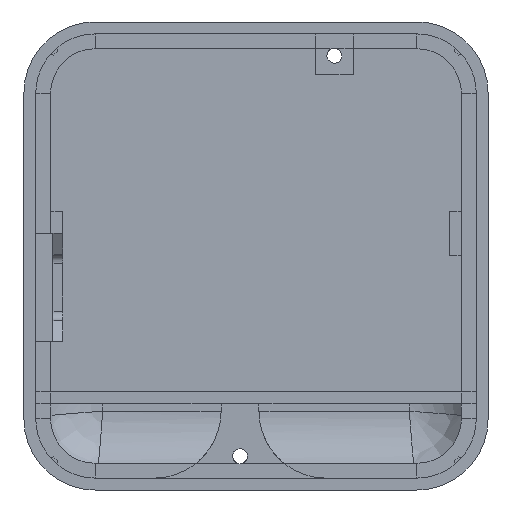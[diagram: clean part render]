
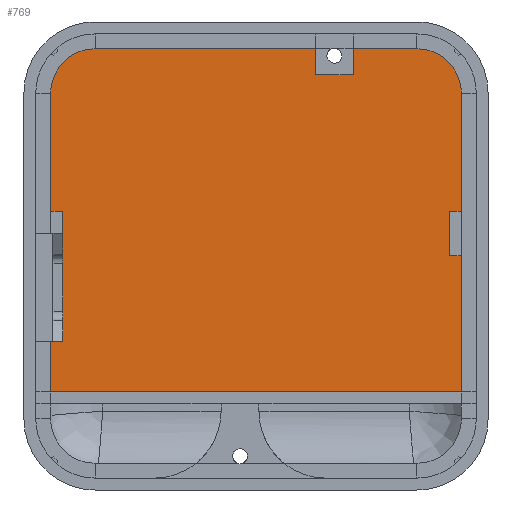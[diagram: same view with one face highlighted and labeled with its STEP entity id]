
A CAD part, front view. The second image highlights one B-rep face of the part: STEP entity #769.
In plain terms, the highlighted planar face has unit normal (0, -1, 0).
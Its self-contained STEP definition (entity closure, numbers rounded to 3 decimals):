
#298 = VERTEX_POINT('',#299);
#299 = CARTESIAN_POINT('',(-29.65,28.82,-18.3));
#305 = EDGE_CURVE('',#298,#306,#308,.T.);
#306 = VERTEX_POINT('',#307);
#307 = CARTESIAN_POINT('',(-29.65,28.82,0.05));
#308 = LINE('',#309,#310);
#309 = CARTESIAN_POINT('',(-29.65,28.82,-21.9));
#310 = VECTOR('',#311,1.);
#311 = DIRECTION('',(0.,0.,1.));
#330 = VERTEX_POINT('',#331);
#331 = CARTESIAN_POINT('',(-29.65,28.82,6.05));
#337 = EDGE_CURVE('',#330,#338,#340,.T.);
#338 = VERTEX_POINT('',#339);
#339 = CARTESIAN_POINT('',(-29.65,28.82,21.9));
#340 = LINE('',#341,#342);
#341 = CARTESIAN_POINT('',(-29.65,28.82,-21.9));
#342 = VECTOR('',#343,1.);
#343 = DIRECTION('',(0.,0.,1.));
#750 = VERTEX_POINT('',#751);
#751 = CARTESIAN_POINT('',(-21.65,28.82,29.9));
#757 = EDGE_CURVE('',#750,#338,#758,.T.);
#758 = CIRCLE('',#759,8.);
#759 = AXIS2_PLACEMENT_3D('',#760,#761,#762);
#760 = CARTESIAN_POINT('',(-21.65,28.82,21.9));
#761 = DIRECTION('',(0.,-1.,0.));
#762 = DIRECTION('',(1.,0.,0.));
#769 = ADVANCED_FACE('',(#770),#892,.F.);
#770 = FACE_BOUND('',#771,.F.);
#771 = EDGE_LOOP('',(#772,#782,#790,#796,#797,#805,#813,#819,#820,#821,
    #829,#837,#845,#853,#861,#870,#878,#886));
#772 = ORIENTED_EDGE('',*,*,#773,.F.);
#773 = EDGE_CURVE('',#774,#776,#778,.T.);
#774 = VERTEX_POINT('',#775);
#775 = CARTESIAN_POINT('',(29.65,28.82,0.05));
#776 = VERTEX_POINT('',#777);
#777 = CARTESIAN_POINT('',(26.1,28.82,0.05));
#778 = LINE('',#779,#780);
#779 = CARTESIAN_POINT('',(29.65,28.82,0.05));
#780 = VECTOR('',#781,1.);
#781 = DIRECTION('',(-1.,0.,0.));
#782 = ORIENTED_EDGE('',*,*,#783,.T.);
#783 = EDGE_CURVE('',#774,#784,#786,.T.);
#784 = VERTEX_POINT('',#785);
#785 = CARTESIAN_POINT('',(29.65,28.82,-18.3));
#786 = LINE('',#787,#788);
#787 = CARTESIAN_POINT('',(29.65,28.82,21.9));
#788 = VECTOR('',#789,1.);
#789 = DIRECTION('',(0.,0.,-1.));
#790 = ORIENTED_EDGE('',*,*,#791,.T.);
#791 = EDGE_CURVE('',#784,#298,#792,.T.);
#792 = LINE('',#793,#794);
#793 = CARTESIAN_POINT('',(29.65,28.82,-18.3));
#794 = VECTOR('',#795,1.);
#795 = DIRECTION('',(-1.,0.,0.));
#796 = ORIENTED_EDGE('',*,*,#305,.T.);
#797 = ORIENTED_EDGE('',*,*,#798,.T.);
#798 = EDGE_CURVE('',#306,#799,#801,.T.);
#799 = VERTEX_POINT('',#800);
#800 = CARTESIAN_POINT('',(-26.1,28.82,0.05));
#801 = LINE('',#802,#803);
#802 = CARTESIAN_POINT('',(-29.65,28.82,0.05));
#803 = VECTOR('',#804,1.);
#804 = DIRECTION('',(1.,0.,0.));
#805 = ORIENTED_EDGE('',*,*,#806,.T.);
#806 = EDGE_CURVE('',#799,#807,#809,.T.);
#807 = VERTEX_POINT('',#808);
#808 = CARTESIAN_POINT('',(-26.1,28.82,6.05));
#809 = LINE('',#810,#811);
#810 = CARTESIAN_POINT('',(-26.1,28.82,0.05));
#811 = VECTOR('',#812,1.);
#812 = DIRECTION('',(0.,0.,1.));
#813 = ORIENTED_EDGE('',*,*,#814,.T.);
#814 = EDGE_CURVE('',#807,#330,#815,.T.);
#815 = LINE('',#816,#817);
#816 = CARTESIAN_POINT('',(-26.1,28.82,6.05));
#817 = VECTOR('',#818,1.);
#818 = DIRECTION('',(-1.,0.,0.));
#819 = ORIENTED_EDGE('',*,*,#337,.T.);
#820 = ORIENTED_EDGE('',*,*,#757,.F.);
#821 = ORIENTED_EDGE('',*,*,#822,.T.);
#822 = EDGE_CURVE('',#750,#823,#825,.T.);
#823 = VERTEX_POINT('',#824);
#824 = CARTESIAN_POINT('',(8.,28.82,29.9));
#825 = LINE('',#826,#827);
#826 = CARTESIAN_POINT('',(-21.65,28.82,29.9));
#827 = VECTOR('',#828,1.);
#828 = DIRECTION('',(1.,0.,0.));
#829 = ORIENTED_EDGE('',*,*,#830,.F.);
#830 = EDGE_CURVE('',#831,#823,#833,.T.);
#831 = VERTEX_POINT('',#832);
#832 = CARTESIAN_POINT('',(8.,28.82,24.4));
#833 = LINE('',#834,#835);
#834 = CARTESIAN_POINT('',(8.,28.82,24.4));
#835 = VECTOR('',#836,1.);
#836 = DIRECTION('',(0.,0.,1.));
#837 = ORIENTED_EDGE('',*,*,#838,.F.);
#838 = EDGE_CURVE('',#839,#831,#841,.T.);
#839 = VERTEX_POINT('',#840);
#840 = CARTESIAN_POINT('',(13.1,28.82,24.4));
#841 = LINE('',#842,#843);
#842 = CARTESIAN_POINT('',(13.1,28.82,24.4));
#843 = VECTOR('',#844,1.);
#844 = DIRECTION('',(-1.,0.,0.));
#845 = ORIENTED_EDGE('',*,*,#846,.F.);
#846 = EDGE_CURVE('',#847,#839,#849,.T.);
#847 = VERTEX_POINT('',#848);
#848 = CARTESIAN_POINT('',(13.1,28.82,29.9));
#849 = LINE('',#850,#851);
#850 = CARTESIAN_POINT('',(13.1,28.82,29.9));
#851 = VECTOR('',#852,1.);
#852 = DIRECTION('',(0.,0.,-1.));
#853 = ORIENTED_EDGE('',*,*,#854,.T.);
#854 = EDGE_CURVE('',#847,#855,#857,.T.);
#855 = VERTEX_POINT('',#856);
#856 = CARTESIAN_POINT('',(21.65,28.82,29.9));
#857 = LINE('',#858,#859);
#858 = CARTESIAN_POINT('',(-21.65,28.82,29.9));
#859 = VECTOR('',#860,1.);
#860 = DIRECTION('',(1.,0.,0.));
#861 = ORIENTED_EDGE('',*,*,#862,.F.);
#862 = EDGE_CURVE('',#863,#855,#865,.T.);
#863 = VERTEX_POINT('',#864);
#864 = CARTESIAN_POINT('',(29.65,28.82,21.9));
#865 = CIRCLE('',#866,8.);
#866 = AXIS2_PLACEMENT_3D('',#867,#868,#869);
#867 = CARTESIAN_POINT('',(21.65,28.82,21.9));
#868 = DIRECTION('',(0.,-1.,0.));
#869 = DIRECTION('',(1.,0.,0.));
#870 = ORIENTED_EDGE('',*,*,#871,.T.);
#871 = EDGE_CURVE('',#863,#872,#874,.T.);
#872 = VERTEX_POINT('',#873);
#873 = CARTESIAN_POINT('',(29.65,28.82,6.05));
#874 = LINE('',#875,#876);
#875 = CARTESIAN_POINT('',(29.65,28.82,21.9));
#876 = VECTOR('',#877,1.);
#877 = DIRECTION('',(0.,0.,-1.));
#878 = ORIENTED_EDGE('',*,*,#879,.F.);
#879 = EDGE_CURVE('',#880,#872,#882,.T.);
#880 = VERTEX_POINT('',#881);
#881 = CARTESIAN_POINT('',(26.1,28.82,6.05));
#882 = LINE('',#883,#884);
#883 = CARTESIAN_POINT('',(26.1,28.82,6.05));
#884 = VECTOR('',#885,1.);
#885 = DIRECTION('',(1.,0.,0.));
#886 = ORIENTED_EDGE('',*,*,#887,.F.);
#887 = EDGE_CURVE('',#776,#880,#888,.T.);
#888 = LINE('',#889,#890);
#889 = CARTESIAN_POINT('',(26.1,28.82,0.05));
#890 = VECTOR('',#891,1.);
#891 = DIRECTION('',(0.,0.,1.));
#892 = PLANE('',#893);
#893 = AXIS2_PLACEMENT_3D('',#894,#895,#896);
#894 = CARTESIAN_POINT('',(0.,28.82,0.));
#895 = DIRECTION('',(0.,1.,0.));
#896 = DIRECTION('',(0.,0.,1.));
